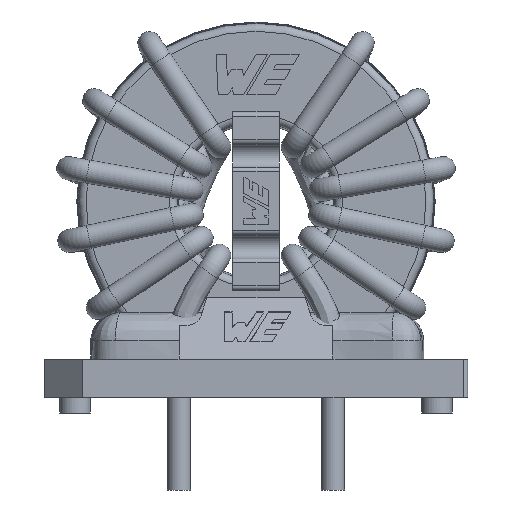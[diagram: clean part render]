
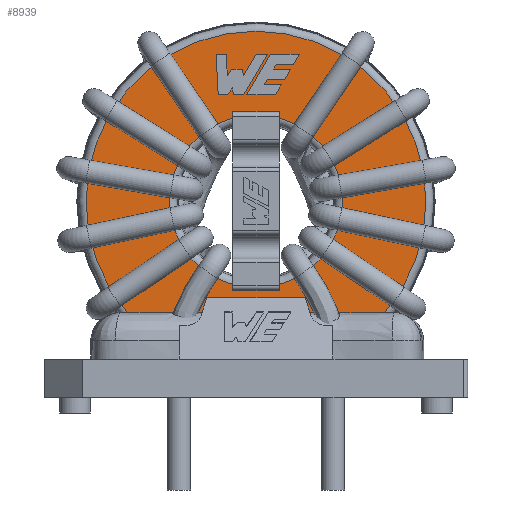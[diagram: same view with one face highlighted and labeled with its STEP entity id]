
A CAD part, front view. The second image highlights one B-rep face of the part: STEP entity #8939.
In plain terms, the highlighted planar face has unit normal (0, -1, 0).
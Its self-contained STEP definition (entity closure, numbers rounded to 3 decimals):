
#395=CIRCLE('',#9718,5.613);
#401=CIRCLE('',#9731,11.037);
#1565=ORIENTED_EDGE('',*,*,#3480,.F.);
#1566=ORIENTED_EDGE('',*,*,#3478,.F.);
#1567=ORIENTED_EDGE('',*,*,#3476,.F.);
#1568=ORIENTED_EDGE('',*,*,#3481,.F.);
#1569=ORIENTED_EDGE('',*,*,#3515,.F.);
#1570=ORIENTED_EDGE('',*,*,#3512,.F.);
#1571=ORIENTED_EDGE('',*,*,#3509,.F.);
#1572=ORIENTED_EDGE('',*,*,#3506,.F.);
#1573=ORIENTED_EDGE('',*,*,#3503,.F.);
#1574=ORIENTED_EDGE('',*,*,#3500,.F.);
#1575=ORIENTED_EDGE('',*,*,#3497,.F.);
#1576=ORIENTED_EDGE('',*,*,#3494,.F.);
#1577=ORIENTED_EDGE('',*,*,#3491,.F.);
#1578=ORIENTED_EDGE('',*,*,#3488,.F.);
#1579=ORIENTED_EDGE('',*,*,#3485,.F.);
#1580=ORIENTED_EDGE('',*,*,#3517,.F.);
#1581=ORIENTED_EDGE('',*,*,#3555,.F.);
#1582=ORIENTED_EDGE('',*,*,#3553,.F.);
#1583=ORIENTED_EDGE('',*,*,#3551,.F.);
#1584=ORIENTED_EDGE('',*,*,#3549,.F.);
#1585=ORIENTED_EDGE('',*,*,#3547,.F.);
#1586=ORIENTED_EDGE('',*,*,#3545,.F.);
#1587=ORIENTED_EDGE('',*,*,#3543,.F.);
#1588=ORIENTED_EDGE('',*,*,#3541,.F.);
#1589=ORIENTED_EDGE('',*,*,#3539,.F.);
#1590=ORIENTED_EDGE('',*,*,#3537,.F.);
#1591=ORIENTED_EDGE('',*,*,#3535,.F.);
#1592=ORIENTED_EDGE('',*,*,#3533,.F.);
#1593=ORIENTED_EDGE('',*,*,#3556,.F.);
#1594=ORIENTED_EDGE('',*,*,#3569,.T.);
#1595=ORIENTED_EDGE('',*,*,#3575,.T.);
#3476=EDGE_CURVE('',#4576,#4575,#5565,.T.);
#3478=EDGE_CURVE('',#4575,#4577,#5567,.T.);
#3480=EDGE_CURVE('',#4577,#4578,#5569,.T.);
#3481=EDGE_CURVE('',#4578,#4576,#5570,.T.);
#3485=EDGE_CURVE('',#4582,#4579,#5574,.T.);
#3488=EDGE_CURVE('',#4579,#4583,#5577,.T.);
#3491=EDGE_CURVE('',#4583,#4585,#5580,.T.);
#3494=EDGE_CURVE('',#4585,#4587,#5583,.T.);
#3497=EDGE_CURVE('',#4587,#4589,#5586,.T.);
#3500=EDGE_CURVE('',#4589,#4591,#5589,.T.);
#3503=EDGE_CURVE('',#4591,#4593,#5592,.T.);
#3506=EDGE_CURVE('',#4593,#4595,#5595,.T.);
#3509=EDGE_CURVE('',#4595,#4597,#5598,.T.);
#3512=EDGE_CURVE('',#4597,#4599,#5601,.T.);
#3515=EDGE_CURVE('',#4599,#4601,#5604,.T.);
#3517=EDGE_CURVE('',#4601,#4582,#5606,.T.);
#3533=EDGE_CURVE('',#4617,#4616,#5622,.T.);
#3535=EDGE_CURVE('',#4616,#4618,#5624,.T.);
#3537=EDGE_CURVE('',#4618,#4619,#5626,.T.);
#3539=EDGE_CURVE('',#4619,#4620,#5628,.T.);
#3541=EDGE_CURVE('',#4620,#4621,#5630,.T.);
#3543=EDGE_CURVE('',#4621,#4622,#5632,.T.);
#3545=EDGE_CURVE('',#4622,#4623,#5634,.T.);
#3547=EDGE_CURVE('',#4623,#4624,#5636,.T.);
#3549=EDGE_CURVE('',#4624,#4625,#5638,.T.);
#3551=EDGE_CURVE('',#4625,#4626,#5640,.T.);
#3553=EDGE_CURVE('',#4626,#4627,#5642,.T.);
#3555=EDGE_CURVE('',#4627,#4628,#5644,.T.);
#3556=EDGE_CURVE('',#4628,#4617,#5645,.T.);
#3569=EDGE_CURVE('',#4641,#4641,#395,.T.);
#3575=EDGE_CURVE('',#4647,#4647,#401,.T.);
#4575=VERTEX_POINT('',#13562);
#4576=VERTEX_POINT('',#13564);
#4577=VERTEX_POINT('',#13568);
#4578=VERTEX_POINT('',#13572);
#4579=VERTEX_POINT('',#13578);
#4582=VERTEX_POINT('',#13583);
#4583=VERTEX_POINT('',#13587);
#4585=VERTEX_POINT('',#13593);
#4587=VERTEX_POINT('',#13599);
#4589=VERTEX_POINT('',#13605);
#4591=VERTEX_POINT('',#13611);
#4593=VERTEX_POINT('',#13617);
#4595=VERTEX_POINT('',#13623);
#4597=VERTEX_POINT('',#13629);
#4599=VERTEX_POINT('',#13635);
#4601=VERTEX_POINT('',#13641);
#4616=VERTEX_POINT('',#13678);
#4617=VERTEX_POINT('',#13680);
#4618=VERTEX_POINT('',#13684);
#4619=VERTEX_POINT('',#13688);
#4620=VERTEX_POINT('',#13692);
#4621=VERTEX_POINT('',#13696);
#4622=VERTEX_POINT('',#13700);
#4623=VERTEX_POINT('',#13704);
#4624=VERTEX_POINT('',#13708);
#4625=VERTEX_POINT('',#13712);
#4626=VERTEX_POINT('',#13716);
#4627=VERTEX_POINT('',#13720);
#4628=VERTEX_POINT('',#13724);
#4641=VERTEX_POINT('',#13764);
#4647=VERTEX_POINT('',#13783);
#5565=LINE('',#13565,#6398);
#5567=LINE('',#13569,#6400);
#5569=LINE('',#13573,#6402);
#5570=LINE('',#13575,#6403);
#5574=LINE('',#13584,#6407);
#5577=LINE('',#13590,#6410);
#5580=LINE('',#13596,#6413);
#5583=LINE('',#13602,#6416);
#5586=LINE('',#13608,#6419);
#5589=LINE('',#13614,#6422);
#5592=LINE('',#13620,#6425);
#5595=LINE('',#13626,#6428);
#5598=LINE('',#13632,#6431);
#5601=LINE('',#13638,#6434);
#5604=LINE('',#13644,#6437);
#5606=LINE('',#13647,#6439);
#5622=LINE('',#13681,#6455);
#5624=LINE('',#13685,#6457);
#5626=LINE('',#13689,#6459);
#5628=LINE('',#13693,#6461);
#5630=LINE('',#13697,#6463);
#5632=LINE('',#13701,#6465);
#5634=LINE('',#13705,#6467);
#5636=LINE('',#13709,#6469);
#5638=LINE('',#13713,#6471);
#5640=LINE('',#13717,#6473);
#5642=LINE('',#13721,#6475);
#5644=LINE('',#13725,#6477);
#5645=LINE('',#13727,#6478);
#6398=VECTOR('',#10968,1000.);
#6400=VECTOR('',#10972,1000.);
#6402=VECTOR('',#10976,1000.);
#6403=VECTOR('',#10979,1000.);
#6407=VECTOR('',#10985,1000.);
#6410=VECTOR('',#10990,1000.);
#6413=VECTOR('',#10995,1000.);
#6416=VECTOR('',#11000,1000.);
#6419=VECTOR('',#11005,1000.);
#6422=VECTOR('',#11010,1000.);
#6425=VECTOR('',#11015,1000.);
#6428=VECTOR('',#11020,1000.);
#6431=VECTOR('',#11025,1000.);
#6434=VECTOR('',#11030,1000.);
#6437=VECTOR('',#11035,1000.);
#6439=VECTOR('',#11039,1000.);
#6455=VECTOR('',#11061,1000.);
#6457=VECTOR('',#11065,1000.);
#6459=VECTOR('',#11069,1000.);
#6461=VECTOR('',#11073,1000.);
#6463=VECTOR('',#11077,1000.);
#6465=VECTOR('',#11081,1000.);
#6467=VECTOR('',#11085,1000.);
#6469=VECTOR('',#11089,1000.);
#6471=VECTOR('',#11093,1000.);
#6473=VECTOR('',#11097,1000.);
#6475=VECTOR('',#11101,1000.);
#6477=VECTOR('',#11105,1000.);
#6478=VECTOR('',#11108,1000.);
#7071=EDGE_LOOP('',(#1565,#1566,#1567,#1568));
#7072=EDGE_LOOP('',(#1569,#1570,#1571,#1572,#1573,#1574,#1575,#1576,#1577,
#1578,#1579,#1580));
#7073=EDGE_LOOP('',(#1581,#1582,#1583,#1584,#1585,#1586,#1587,#1588,#1589,
#1590,#1591,#1592,#1593));
#7074=EDGE_LOOP('',(#1594));
#7075=EDGE_LOOP('',(#1595));
#7846=FACE_BOUND('',#7071,.T.);
#7847=FACE_BOUND('',#7072,.T.);
#7848=FACE_BOUND('',#7073,.T.);
#7849=FACE_BOUND('',#7074,.T.);
#7850=FACE_BOUND('',#7075,.T.);
#8585=PLANE('',#9732);
#8939=ADVANCED_FACE('',(#7846,#7847,#7848,#7849,#7850),#8585,.F.);
#9718=AXIS2_PLACEMENT_3D('',#13763,#11155,#11156);
#9731=AXIS2_PLACEMENT_3D('',#13782,#11181,#11182);
#9732=AXIS2_PLACEMENT_3D('',#13784,#11183,#11184);
#10968=DIRECTION('',(-1.,0.,0.));
#10972=DIRECTION('',(0.,0.,-1.));
#10976=DIRECTION('',(1.,0.,0.));
#10979=DIRECTION('',(0.,0.,1.));
#10985=DIRECTION('',(-1.,0.,0.));
#10990=DIRECTION('',(0.507,0.,0.862));
#10995=DIRECTION('',(1.,0.,0.));
#11000=DIRECTION('',(0.505,0.,0.863));
#11005=DIRECTION('',(-1.,0.,0.));
#11010=DIRECTION('',(0.52,0.,0.854));
#11015=DIRECTION('',(1.,0.,0.));
#11020=DIRECTION('',(0.507,0.,0.862));
#11025=DIRECTION('',(-1.,0.,0.));
#11030=DIRECTION('',(-0.504,0.,-0.864));
#11035=DIRECTION('',(1.,0.,0.));
#11039=DIRECTION('',(0.509,0.,0.861));
#11061=DIRECTION('',(-1.,0.,0.));
#11065=DIRECTION('',(-0.512,0.,-0.859));
#11069=DIRECTION('',(-0.171,0.,0.985));
#11073=DIRECTION('',(-1.,0.,0.));
#11077=DIRECTION('',(-0.583,0.,-0.812));
#11081=DIRECTION('',(-0.047,0.,0.999));
#11085=DIRECTION('',(-1.,0.,0.));
#11089=DIRECTION('',(0.052,0.,-0.999));
#11093=DIRECTION('',(1.,0.,0.));
#11097=DIRECTION('',(0.551,0.,0.834));
#11101=DIRECTION('',(0.141,0.,-0.99));
#11105=DIRECTION('',(1.,0.,0.));
#11108=DIRECTION('',(0.506,0.,0.863));
#11155=DIRECTION('',(0.,1.,0.));
#11156=DIRECTION('',(1.,0.,0.));
#11181=DIRECTION('',(0.,-1.,0.));
#11182=DIRECTION('',(-1.,0.,0.));
#11183=DIRECTION('',(0.,1.,0.));
#11184=DIRECTION('',(1.,0.,0.));
#13562=CARTESIAN_POINT('',(-2.,-4.2,-7.325));
#13564=CARTESIAN_POINT('',(2.,-4.2,-7.325));
#13565=CARTESIAN_POINT('',(2.,-4.2,-7.325));
#13568=CARTESIAN_POINT('',(-2.,-4.2,-9.325));
#13569=CARTESIAN_POINT('',(-2.,-4.2,-7.325));
#13572=CARTESIAN_POINT('',(2.,-4.2,-9.325));
#13573=CARTESIAN_POINT('',(-2.,-4.2,-9.325));
#13575=CARTESIAN_POINT('',(2.,-4.2,-9.325));
#13578=CARTESIAN_POINT('',(0.527,-4.2,7.557));
#13583=CARTESIAN_POINT('',(1.64,-4.2,7.557));
#13584=CARTESIAN_POINT('',(1.64,-4.2,7.557));
#13587=CARTESIAN_POINT('',(0.748,-4.2,7.931));
#13590=CARTESIAN_POINT('',(0.527,-4.2,7.557));
#13593=CARTESIAN_POINT('',(1.86,-4.2,7.931));
#13596=CARTESIAN_POINT('',(0.748,-4.2,7.931));
#13599=CARTESIAN_POINT('',(2.242,-4.2,8.584));
#13602=CARTESIAN_POINT('',(1.86,-4.2,7.931));
#13605=CARTESIAN_POINT('',(1.135,-4.2,8.584));
#13608=CARTESIAN_POINT('',(2.242,-4.2,8.584));
#13611=CARTESIAN_POINT('',(1.321,-4.2,8.89));
#13614=CARTESIAN_POINT('',(1.135,-4.2,8.584));
#13617=CARTESIAN_POINT('',(2.425,-4.2,8.89));
#13620=CARTESIAN_POINT('',(1.321,-4.2,8.89));
#13623=CARTESIAN_POINT('',(2.81,-4.2,9.544));
#13626=CARTESIAN_POINT('',(2.425,-4.2,8.89));
#13629=CARTESIAN_POINT('',(0.932,-4.2,9.544));
#13632=CARTESIAN_POINT('',(2.81,-4.2,9.544));
#13635=CARTESIAN_POINT('',(-0.6,-4.2,6.916));
#13638=CARTESIAN_POINT('',(0.932,-4.2,9.544));
#13641=CARTESIAN_POINT('',(1.261,-4.2,6.916));
#13644=CARTESIAN_POINT('',(-0.6,-4.2,6.916));
#13647=CARTESIAN_POINT('',(1.261,-4.2,6.916));
#13678=CARTESIAN_POINT('',(0.005,-4.2,9.544));
#13680=CARTESIAN_POINT('',(0.747,-4.2,9.544));
#13681=CARTESIAN_POINT('',(0.747,-4.2,9.544));
#13684=CARTESIAN_POINT('',(-0.817,-4.2,8.165));
#13685=CARTESIAN_POINT('',(0.005,-4.2,9.544));
#13688=CARTESIAN_POINT('',(-0.89,-4.2,8.584));
#13689=CARTESIAN_POINT('',(-0.817,-4.2,8.165));
#13692=CARTESIAN_POINT('',(-1.575,-4.2,8.584));
#13693=CARTESIAN_POINT('',(-0.89,-4.2,8.584));
#13696=CARTESIAN_POINT('',(-1.865,-4.2,8.18));
#13697=CARTESIAN_POINT('',(-1.575,-4.2,8.584));
#13700=CARTESIAN_POINT('',(-1.93,-4.2,9.544));
#13701=CARTESIAN_POINT('',(-1.865,-4.2,8.18));
#13704=CARTESIAN_POINT('',(-2.591,-4.2,9.544));
#13705=CARTESIAN_POINT('',(-1.93,-4.2,9.544));
#13708=CARTESIAN_POINT('',(-2.454,-4.2,6.916));
#13709=CARTESIAN_POINT('',(-2.591,-4.2,9.544));
#13712=CARTESIAN_POINT('',(-1.833,-4.2,6.916));
#13713=CARTESIAN_POINT('',(-2.454,-4.2,6.916));
#13716=CARTESIAN_POINT('',(-1.535,-4.2,7.367));
#13717=CARTESIAN_POINT('',(-1.833,-4.2,6.916));
#13720=CARTESIAN_POINT('',(-1.47,-4.2,6.916));
#13721=CARTESIAN_POINT('',(-1.535,-4.2,7.367));
#13724=CARTESIAN_POINT('',(-0.793,-4.2,6.916));
#13725=CARTESIAN_POINT('',(-1.47,-4.2,6.916));
#13727=CARTESIAN_POINT('',(-0.793,-4.2,6.916));
#13763=CARTESIAN_POINT('',(0.,-4.2,0.));
#13764=CARTESIAN_POINT('',(5.613,-4.2,0.));
#13782=CARTESIAN_POINT('',(0.,-4.2,0.));
#13783=CARTESIAN_POINT('',(-11.037,-4.2,0.));
#13784=CARTESIAN_POINT('',(0.,-4.2,0.));
